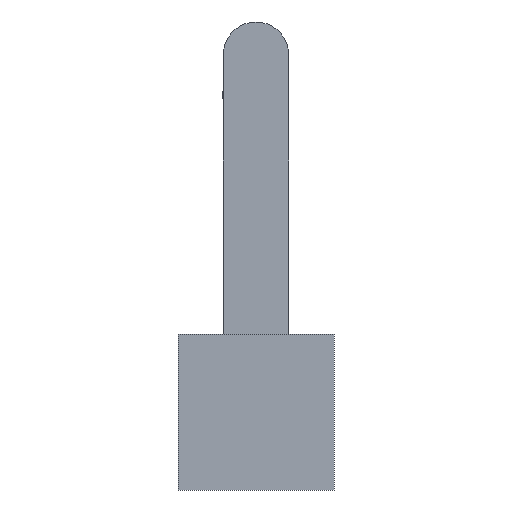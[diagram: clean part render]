
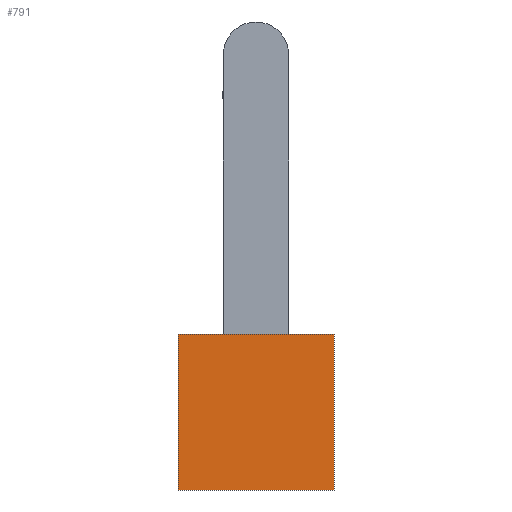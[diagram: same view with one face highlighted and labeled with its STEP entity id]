
A CAD part, left-side view. The second image highlights one B-rep face of the part: STEP entity #791.
In plain terms, the highlighted planar face has unit normal (-1, 0, 0).
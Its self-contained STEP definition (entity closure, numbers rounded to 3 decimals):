
#277=DIRECTION('',(0.,-1.,0.));
#278=VECTOR('',#277,100.);
#279=CARTESIAN_POINT('',(-15.,50.,50.));
#280=LINE('',#279,#278);
#281=DIRECTION('',(0.,0.,-1.));
#282=VECTOR('',#281,100.);
#283=CARTESIAN_POINT('',(-15.,-50.,50.));
#284=LINE('',#283,#282);
#285=DIRECTION('',(0.,1.,0.));
#286=VECTOR('',#285,100.);
#287=CARTESIAN_POINT('',(-15.,-50.,-50.));
#288=LINE('',#287,#286);
#289=DIRECTION('',(0.,0.,1.));
#290=VECTOR('',#289,100.);
#291=CARTESIAN_POINT('',(-15.,50.,-50.));
#292=LINE('',#291,#290);
#325=CARTESIAN_POINT('',(-15.,50.,50.));
#326=CARTESIAN_POINT('',(-15.,-50.,50.));
#327=VERTEX_POINT('',#325);
#328=VERTEX_POINT('',#326);
#329=CARTESIAN_POINT('',(-15.,-50.,-50.));
#330=VERTEX_POINT('',#329);
#331=CARTESIAN_POINT('',(-15.,50.,-50.));
#332=VERTEX_POINT('',#331);
#780=CARTESIAN_POINT('',(-15.,0.,0.));
#781=DIRECTION('',(1.,0.,0.));
#782=DIRECTION('',(0.,0.,-1.));
#783=AXIS2_PLACEMENT_3D('',#780,#781,#782);
#784=PLANE('',#783);
#785=ORIENTED_EDGE('',*,*,#732,.T.);
#786=ORIENTED_EDGE('',*,*,#747,.T.);
#787=ORIENTED_EDGE('',*,*,#761,.T.);
#788=ORIENTED_EDGE('',*,*,#774,.T.);
#789=EDGE_LOOP('',(#785,#786,#787,#788));
#790=FACE_OUTER_BOUND('',#789,.F.);
#732=EDGE_CURVE('',#327,#328,#280,.T.);
#747=EDGE_CURVE('',#328,#330,#284,.T.);
#761=EDGE_CURVE('',#330,#332,#288,.T.);
#774=EDGE_CURVE('',#332,#327,#292,.T.);
#791=ADVANCED_FACE('',(#790),#784,.F.);
